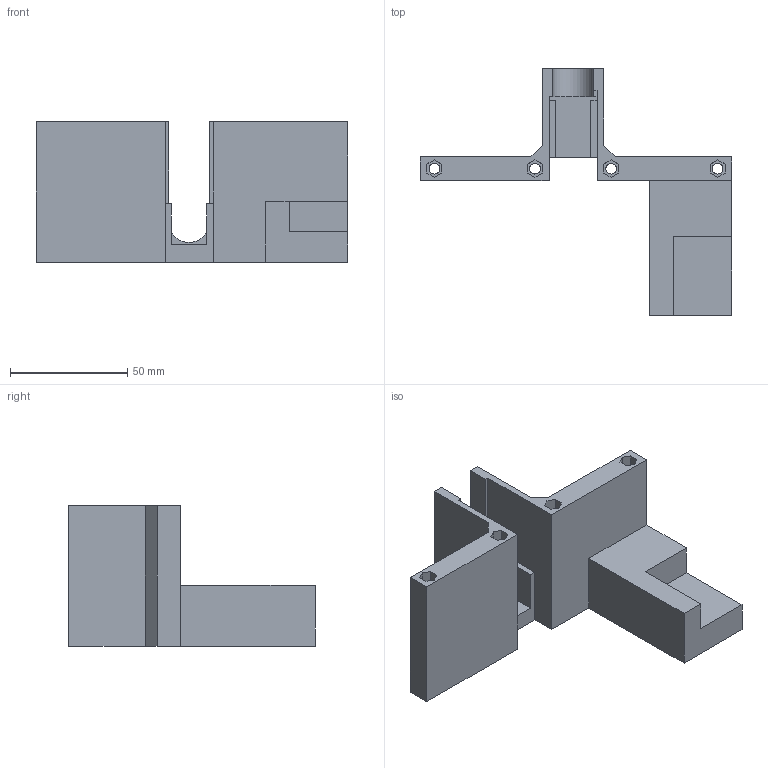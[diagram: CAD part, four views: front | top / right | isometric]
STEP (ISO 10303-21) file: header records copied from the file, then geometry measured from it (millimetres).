
FILE_DESCRIPTION (( 'STEP AP203' ), '1' );
FILE_NAME ('chassis_center_right_Default_sldprt.STEP', '2017-04-19T20:13:25', ( '' ), ( '' ), 'SwSTEP 2.0', 'SolidWorks 2016', '' );
FILE_SCHEMA (( 'CONFIG_CONTROL_DESIGN' ));
Length unit declared in the file: millimetre
Products named in the file (1): chassis_center_right_Default_sldprt
Bounding box: 132.9 x 105.25 x 60 mm (x, y, z)
Volume: 128816 mm3; surface area: 39586 mm2
Topology: 1 solids, 1 shells, 74 faces, 204 edges, 136 vertices
Faces by surface type: plane 63, cylinder 11
Entity records: 2423 total; most frequent: CARTESIAN_POINT 415, ORIENTED_EDGE 408, DIRECTION 376, EDGE_CURVE 204, LINE 182, VECTOR 182, VERTEX_POINT 136, AXIS2_PLACEMENT_3D 97
